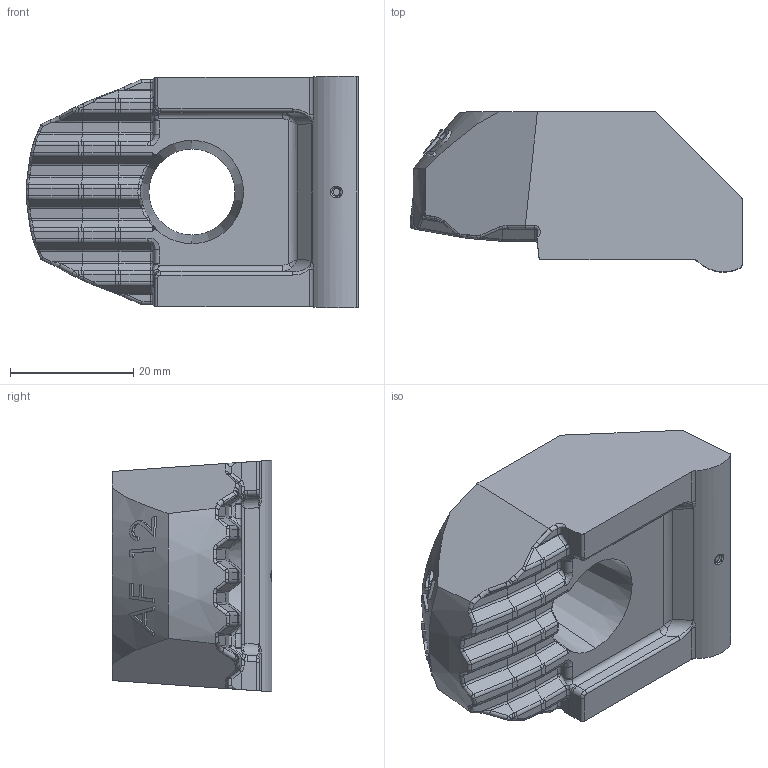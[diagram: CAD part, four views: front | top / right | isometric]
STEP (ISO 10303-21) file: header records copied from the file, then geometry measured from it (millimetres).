
FILE_DESCRIPTION (( 'STEP AP214' ), '1' );
FILE_NAME ('Typ AF kurz M12.STEP', '2008-02-15T14:09:27', ( 'Schütte' ), ( ' ' ), 'SwSTEP 2.0', 'SolidWorks 2008', '' );
FILE_SCHEMA (( 'AUTOMOTIVE_DESIGN' ));
Length unit declared in the file: millimetre
Products named in the file (1): Typ AF kurz M12
Bounding box: 53.97 x 26 x 37.63 mm (x, y, z)
Volume: 25359.1 mm3; surface area: 8012.2 mm2
Topology: 1 solids, 1 shells, 561 faces, 1405 edges, 850 vertices
Faces by surface type: plane 210, bspline 165, cylinder 157, torus 14, cone 11, sphere 4
Entity records: 19998 total; most frequent: CARTESIAN_POINT 8496, ORIENTED_EDGE 2782, DIRECTION 1906, EDGE_CURVE 1391, VERTEX_POINT 850, VECTOR 652, LINE 652, AXIS2_PLACEMENT_3D 627
